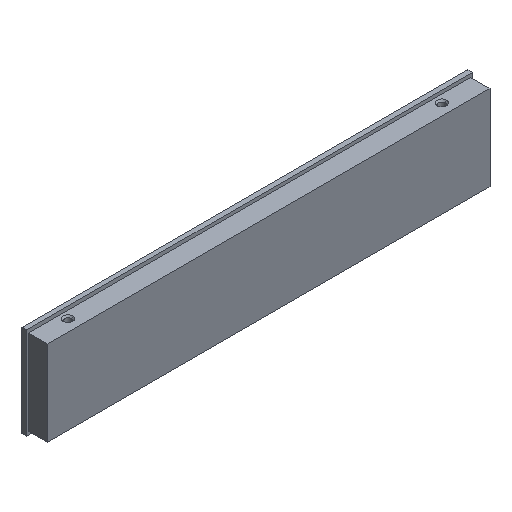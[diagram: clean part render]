
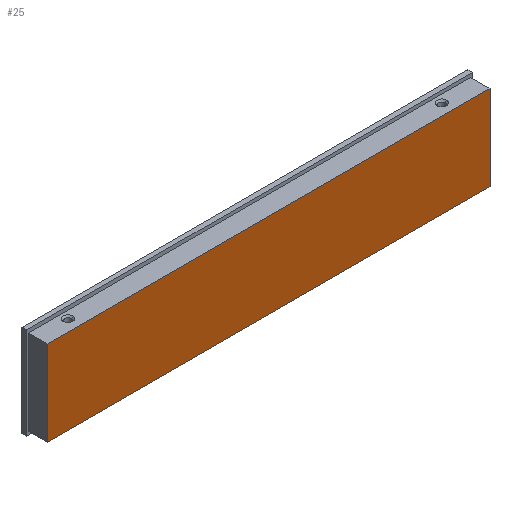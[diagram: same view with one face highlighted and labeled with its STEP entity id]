
A CAD part, isometric view. The second image highlights one B-rep face of the part: STEP entity #25.
In plain terms, the highlighted planar face has unit normal (0, -1, 0).
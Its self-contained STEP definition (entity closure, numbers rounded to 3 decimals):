
#25=ADVANCED_FACE('',(#56),#424,.T.);
#56=FACE_OUTER_BOUND('',#88,.T.);
#88=EDGE_LOOP('',(#145,#146,#147,#148));
#145=ORIENTED_EDGE('',*,*,#261,.T.);
#146=ORIENTED_EDGE('',*,*,#262,.T.);
#147=ORIENTED_EDGE('',*,*,#263,.T.);
#148=ORIENTED_EDGE('',*,*,#264,.T.);
#261=EDGE_CURVE('',#385,#386,#341,.T.);
#262=EDGE_CURVE('',#386,#387,#342,.T.);
#263=EDGE_CURVE('',#387,#388,#343,.T.);
#264=EDGE_CURVE('',#388,#385,#344,.T.);
#341=B_SPLINE_CURVE_WITH_KNOTS('',1,(#986,#987),.UNSPECIFIED.,.F.,.F.,(2,
2),(0.,50.),.UNSPECIFIED.);
#342=B_SPLINE_CURVE_WITH_KNOTS('',1,(#988,#989),.UNSPECIFIED.,.F.,.F.,(2,
2),(0.,260.199),.UNSPECIFIED.);
#343=B_SPLINE_CURVE_WITH_KNOTS('',1,(#990,#991),.UNSPECIFIED.,.F.,.F.,(2,
2),(0.,50.),.UNSPECIFIED.);
#344=B_SPLINE_CURVE_WITH_KNOTS('',1,(#992,#993),.UNSPECIFIED.,.F.,.F.,(2,
2),(0.,260.199),.UNSPECIFIED.);
#385=VERTEX_POINT('',#926);
#386=VERTEX_POINT('',#927);
#387=VERTEX_POINT('',#928);
#388=VERTEX_POINT('',#929);
#424=PLANE('',#535);
#535=AXIS2_PLACEMENT_3D('',#593,#558,$);
#558=DIRECTION('',(0.,-1.,0.));
#593=CARTESIAN_POINT('',(-156.24,-5.958,57.203));
#926=CARTESIAN_POINT('',(-130.1,-5.958,52.083));
#927=CARTESIAN_POINT('',(-130.1,-5.958,2.083));
#928=CARTESIAN_POINT('',(130.1,-5.958,2.083));
#929=CARTESIAN_POINT('',(130.1,-5.958,52.083));
#986=CARTESIAN_POINT('',(-130.1,-5.958,52.083));
#987=CARTESIAN_POINT('',(-130.1,-5.958,2.083));
#988=CARTESIAN_POINT('',(-130.1,-5.958,2.083));
#989=CARTESIAN_POINT('',(130.1,-5.958,2.083));
#990=CARTESIAN_POINT('',(130.1,-5.958,2.083));
#991=CARTESIAN_POINT('',(130.1,-5.958,52.083));
#992=CARTESIAN_POINT('',(130.1,-5.958,52.083));
#993=CARTESIAN_POINT('',(-130.1,-5.958,52.083));
